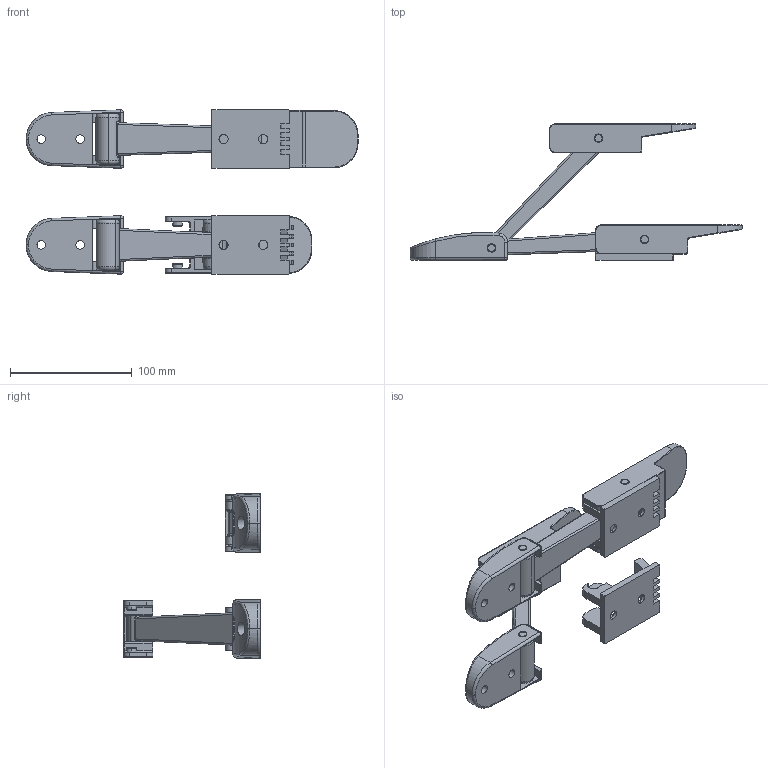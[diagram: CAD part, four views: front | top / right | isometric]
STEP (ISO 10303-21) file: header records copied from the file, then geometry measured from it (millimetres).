
FILE_DESCRIPTION (( 'STEP AP214' ), '1' );
FILE_NAME ('03667-Lever Assisted Flexi Hold Down Latch Stainless Steel and Black Rubber 275mm.STEP', '2018-09-24T02:06:54', ( '' ), ( '' ), 'SwSTEP 2.0', 'SolidWorks 2018', '' );
FILE_SCHEMA (( 'AUTOMOTIVE_DESIGN' ));
Length unit declared in the file: millimetre
Products named in the file (6): 03667-Lever Assisted Flexi Hold Down Latch Stainless Steel and Black Rubber 275mm; 3667 - 1; 3667 - 3; 3667 - 5; 3667 - 4; 3667 - 2
Assembly tree (12 placements, depth 2):
  03667-Lever Assisted Flexi Hold Down Latch Stainless Steel and Black Rubber 275mm
    3667 - 1  x2
    3667 - 2  x2
    3667 - 3  x2
    3667 - 4  x2
    3667 - 5  x4
Bounding box: 272.8 x 112.25 x 135.01 mm (x, y, z)
Volume: 355912.7 mm3; surface area: 119580.8 mm2
Topology: 12 solids, 12 shells, 1146 faces, 2950 edges, 1890 vertices
Faces by surface type: plane 510, bspline 282, cylinder 250, torus 80, cone 16, sphere 8
Entity records: 25308 total; most frequent: CARTESIAN_POINT 12014, ORIENTED_EDGE 2914, DIRECTION 2345, EDGE_CURVE 1457, VERTEX_POINT 936, VECTOR 865, LINE 865, AXIS2_PLACEMENT_3D 740
